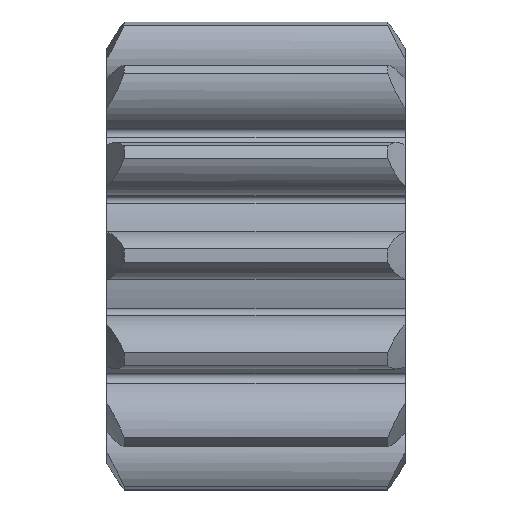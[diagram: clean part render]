
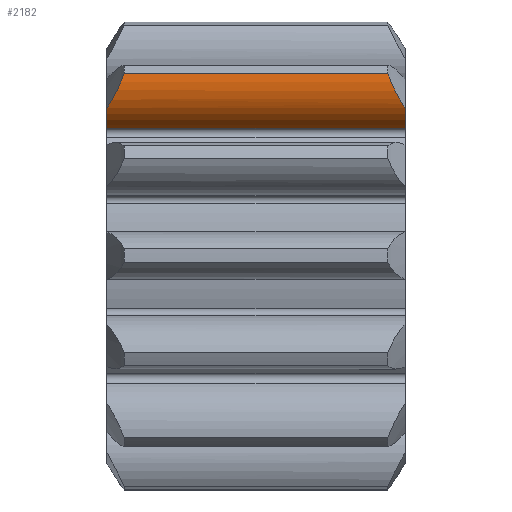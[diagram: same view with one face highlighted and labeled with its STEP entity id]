
A CAD part, top view. The second image highlights one B-rep face of the part: STEP entity #2182.
In plain terms, the highlighted cylindrical face has radius 2.226 mm (diameter 4.452 mm), a partial arc.
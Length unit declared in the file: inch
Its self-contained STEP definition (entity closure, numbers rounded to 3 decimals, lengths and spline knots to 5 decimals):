
#53=B_SPLINE_CURVE_WITH_KNOTS($,3,(#4160,#4161,#4162,#4163,#4164,#4165,
#4166,#4167),.UNSPECIFIED.,.F.,.F.,(4,2,2,4),(1.22247,1.22931,
1.33962,1.38487),.UNSPECIFIED.);
#54=B_SPLINE_CURVE_WITH_KNOTS($,3,(#4170,#4171,#4172,#4173,#4174,#4175,
#4176,#4177),.UNSPECIFIED.,.F.,.F.,(4,2,2,4),(0.06506,0.11031,
0.22062,0.22746),.UNSPECIFIED.);
#121=CYLINDRICAL_SURFACE($,#2477,0.08763);
#213=CIRCLE($,#2275,0.08763);
#336=CIRCLE($,#2402,0.08763);
#445=FACE_OUTER_BOUND($,#567,.T.);
#567=EDGE_LOOP($,(#1858,#1859,#1860,#1861,#1862,#1863));
#703=LINE($,#4157,#797);
#704=LINE($,#4169,#798);
#797=VECTOR($,#3101,0.5);
#798=VECTOR($,#3104,0.44226);
#856=VERTEX_POINT($,#3389);
#857=VERTEX_POINT($,#3391);
#976=VERTEX_POINT($,#3636);
#977=VERTEX_POINT($,#3638);
#1040=VERTEX_POINT($,#4159);
#1041=VERTEX_POINT($,#4168);
#1095=EDGE_CURVE($,#856,#857,#213,.T.);
#1218=EDGE_CURVE($,#976,#977,#336,.T.);
#1343=EDGE_CURVE($,#857,#976,#703,.T.);
#1344=EDGE_CURVE($,#1040,#856,#53,.T.);
#1345=EDGE_CURVE($,#1041,#1040,#704,.T.);
#1346=EDGE_CURVE($,#977,#1041,#54,.T.);
#1858=ORIENTED_EDGE($,*,*,#1218,.F.);
#1859=ORIENTED_EDGE($,*,*,#1343,.F.);
#1860=ORIENTED_EDGE($,*,*,#1095,.F.);
#1861=ORIENTED_EDGE($,*,*,#1344,.F.);
#1862=ORIENTED_EDGE($,*,*,#1345,.F.);
#1863=ORIENTED_EDGE($,*,*,#1346,.F.);
#2182=ADVANCED_FACE($,(#445),#121,.T.);
#2275=AXIS2_PLACEMENT_3D($,#3392,#2636,#2637);
#2402=AXIS2_PLACEMENT_3D($,#3639,#2890,#2891);
#2477=AXIS2_PLACEMENT_3D($,#4158,#3102,#3103);
#2636=DIRECTION('center_axis',(1.,0.,0.));
#2637=DIRECTION('ref_axis',(0.,-0.151,-0.989));
#2890=DIRECTION('center_axis',(-1.,0.,0.));
#2891=DIRECTION('ref_axis',(0.,-0.151,-0.989));
#3101=DIRECTION($,(-1.,0.,0.));
#3102=DIRECTION('center_axis',(-1.,0.,0.));
#3103=DIRECTION('ref_axis',(0.,-0.151,-0.989));
#3104=DIRECTION($,(1.,0.,0.));
#3389=CARTESIAN_POINT('',(0.25,0.24755,0.24743));
#3391=CARTESIAN_POINT('',(0.25,0.21372,0.2113));
#3392=CARTESIAN_POINT('Origin',(0.25,0.29201,0.17191));
#3636=CARTESIAN_POINT('',(-0.25,0.21372,0.2113));
#3638=CARTESIAN_POINT('',(-0.25,0.24755,0.24743));
#3639=CARTESIAN_POINT('Origin',(-0.25,0.29201,0.17191));
#4157=CARTESIAN_POINT($,(0.25,0.21372,0.2113));
#4158=CARTESIAN_POINT('Origin',(0.25,0.29201,0.17191));
#4159=CARTESIAN_POINT('',(0.22113,0.30521,0.25854));
#4160=CARTESIAN_POINT('Ctrl Pts',(0.22113,0.30521,0.25854));
#4161=CARTESIAN_POINT('Ctrl Pts',(0.22145,0.30438,0.25867));
#4162=CARTESIAN_POINT('Ctrl Pts',(0.22178,0.30354,0.25878));
#4163=CARTESIAN_POINT('Ctrl Pts',(0.22736,0.28933,0.26054));
#4164=CARTESIAN_POINT('Ctrl Pts',(0.2339,0.27525,0.25899));
#4165=CARTESIAN_POINT('Ctrl Pts',(0.24394,0.25726,0.25255));
#4166=CARTESIAN_POINT('Ctrl Pts',(0.24695,0.25224,0.25019));
#4167=CARTESIAN_POINT('Ctrl Pts',(0.25,0.24755,0.24743));
#4168=CARTESIAN_POINT('',(-0.22113,0.30521,0.25854));
#4169=CARTESIAN_POINT($,(0.25,0.30521,0.25854));
#4170=CARTESIAN_POINT('Ctrl Pts',(-0.25,0.24755,0.24743));
#4171=CARTESIAN_POINT('Ctrl Pts',(-0.24695,0.25224,
0.25019));
#4172=CARTESIAN_POINT('Ctrl Pts',(-0.24394,0.25726,0.25255));
#4173=CARTESIAN_POINT('Ctrl Pts',(-0.2339,0.27525,0.25899));
#4174=CARTESIAN_POINT('Ctrl Pts',(-0.22736,0.28933,
0.26054));
#4175=CARTESIAN_POINT('Ctrl Pts',(-0.22178,0.30354,0.25878));
#4176=CARTESIAN_POINT('Ctrl Pts',(-0.22145,0.30438,
0.25867));
#4177=CARTESIAN_POINT('Ctrl Pts',(-0.22113,0.30521,
0.25854));
